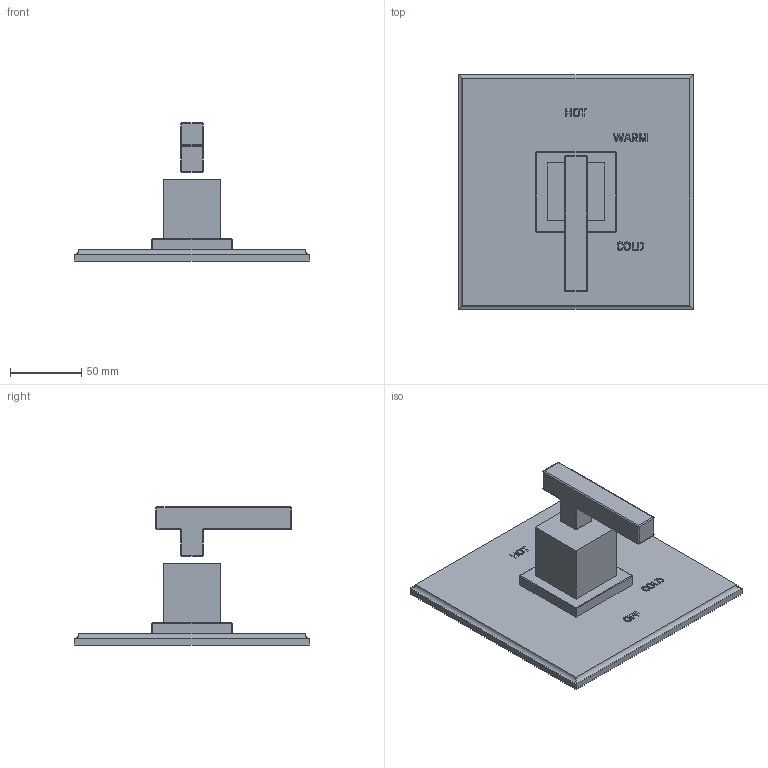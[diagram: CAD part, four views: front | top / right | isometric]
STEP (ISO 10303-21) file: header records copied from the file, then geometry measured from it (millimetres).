
FILE_DESCRIPTION((''),'2;1');
FILE_NAME('4-2024BP','2021-06-03T14:30:40',('jinson.thomas'),(''),'CREO PARAMETRIC BY PTC INC, 2018400','CREO PARAMETRIC BY PTC INC, 2018400','');
FILE_SCHEMA(('CONFIG_CONTROL_DESIGN'));
Length unit declared in the file: inch
Products named in the file (1): 4-2024BP
Bounding box: 165.1 x 165.1 x 97.23 mm (x, y, z)
Volume: 334802.1 mm3; surface area: 74940.4 mm2
Topology: 2 solids, 2 shells, 283 faces, 711 edges, 454 vertices
Faces by surface type: plane 147, extrusion 80, cylinder 36, sphere 16, torus 4
Entity records: 8801 total; most frequent: CARTESIAN_POINT 2266, ORIENTED_EDGE 1422, DIRECTION 1101, EDGE_CURVE 711, VECTOR 559, LINE 479, VERTEX_POINT 454, EDGE_LOOP 305
